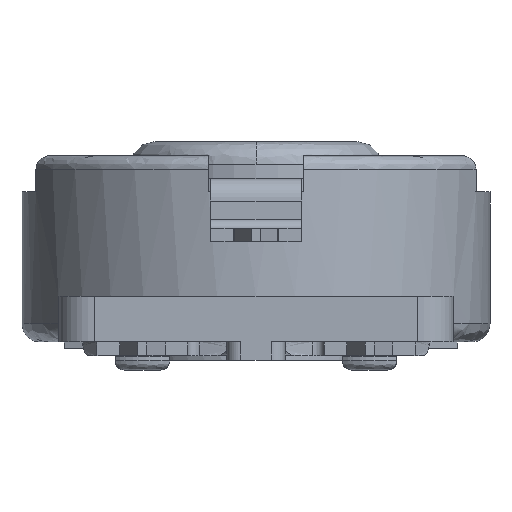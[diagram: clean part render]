
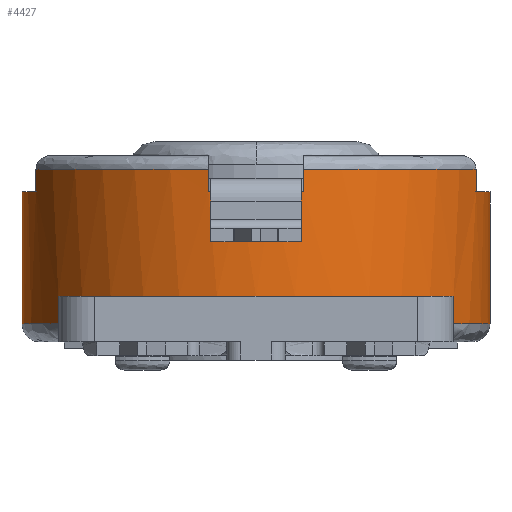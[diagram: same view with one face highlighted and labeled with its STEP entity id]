
A CAD part, front view. The second image highlights one B-rep face of the part: STEP entity #4427.
In plain terms, the highlighted cylindrical face has radius 5.15 mm (diameter 10.3 mm), a partial arc.
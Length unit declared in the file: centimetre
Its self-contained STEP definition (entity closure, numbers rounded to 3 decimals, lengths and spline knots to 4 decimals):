
#94 = CARTESIAN_POINT ( 'NONE',  ( 0., 0., 0.33 ) ) ;
#98 = CIRCLE ( 'NONE', #11396, 0.515 ) ;
#162 = ORIENTED_EDGE ( 'NONE', *, *, #512, .T. ) ;
#243 = CARTESIAN_POINT ( 'NONE',  ( 0.435, -0.2757, 0.1 ) ) ;
#456 = LINE ( 'NONE', #6818, #10370 ) ;
#484 = AXIS2_PLACEMENT_3D ( 'NONE', #10153, #9189, #13463 ) ;
#512 = EDGE_CURVE ( 'NONE', #9678, #697, #8006, .T. ) ;
#581 = EDGE_CURVE ( 'NONE', #1728, #11589, #1840, .T. ) ;
#599 = VERTEX_POINT ( 'NONE', #6374 ) ;
#626 = ORIENTED_EDGE ( 'NONE', *, *, #5873, .T. ) ;
#648 = EDGE_CURVE ( 'NONE', #9215, #599, #3578, .T. ) ;
#668 = AXIS2_PLACEMENT_3D ( 'NONE', #94, #5215, #9660 ) ;
#697 = VERTEX_POINT ( 'NONE', #9446 ) ;
#818 = ORIENTED_EDGE ( 'NONE', *, *, #10842, .T. ) ;
#841 = VERTEX_POINT ( 'NONE', #1816 ) ;
#1118 = CIRCLE ( 'NONE', #12186, 0.515 ) ;
#1137 = EDGE_CURVE ( 'NONE', #7708, #9215, #456, .T. ) ;
#1200 = AXIS2_PLACEMENT_3D ( 'NONE', #1300, #7815, #12047 ) ;
#1300 = CARTESIAN_POINT ( 'NONE',  ( 0., 0., 0.33 ) ) ;
#1513 = CARTESIAN_POINT ( 'NONE',  ( 0., 0., 0.1 ) ) ;
#1728 = VERTEX_POINT ( 'NONE', #12427 ) ;
#1734 = DIRECTION ( 'NONE',  ( 0., 0., -1. ) ) ;
#1755 = LINE ( 'NONE', #12296, #5173 ) ;
#1759 = ORIENTED_EDGE ( 'NONE', *, *, #11146, .T. ) ;
#1816 = CARTESIAN_POINT ( 'NONE',  ( -0.4844, -0.175, 0.38 ) ) ;
#1840 = LINE ( 'NONE', #5008, #9544 ) ;
#1848 = DIRECTION ( 'NONE',  ( 0., 0., -1. ) ) ;
#1936 = FACE_OUTER_BOUND ( 'NONE', #3408, .T. ) ;
#2176 = ORIENTED_EDGE ( 'NONE', *, *, #581, .F. ) ;
#2178 = DIRECTION ( 'NONE',  ( 0., 0., -1. ) ) ;
#2232 = ORIENTED_EDGE ( 'NONE', *, *, #11926, .T. ) ;
#2277 = DIRECTION ( 'NONE',  ( 0., 0., 1. ) ) ;
#2297 = AXIS2_PLACEMENT_3D ( 'NONE', #13230, #1734, #10322 ) ;
#2315 = ORIENTED_EDGE ( 'NONE', *, *, #1137, .T. ) ;
#2474 = CIRCLE ( 'NONE', #6651, 0.515 ) ;
#2514 = EDGE_CURVE ( 'NONE', #1728, #2701, #13271, .T. ) ;
#2526 = EDGE_CURVE ( 'NONE', #4945, #4804, #12642, .T. ) ;
#2697 = CARTESIAN_POINT ( 'NONE',  ( -0.515, 0., 0.33 ) ) ;
#2701 = VERTEX_POINT ( 'NONE', #8202 ) ;
#2797 = CYLINDRICAL_SURFACE ( 'NONE', #2297, 0.515 ) ;
#3002 = ORIENTED_EDGE ( 'NONE', *, *, #2514, .T. ) ;
#3088 = CARTESIAN_POINT ( 'NONE',  ( -0.4844, -0.175, 0.33 ) ) ;
#3193 = ORIENTED_EDGE ( 'NONE', *, *, #13381, .T. ) ;
#3379 = VERTEX_POINT ( 'NONE', #12733 ) ;
#3408 = EDGE_LOOP ( 'NONE', ( #2176, #3002, #7464, #3193, #818, #12190, #6074, #1759, #2232, #162, #5381, #7561, #2315, #7534, #4362, #10090, #626 ) ) ;
#3578 = CIRCLE ( 'NONE', #9990, 0.515 ) ;
#3985 = DIRECTION ( 'NONE',  ( 0., 0., -1. ) ) ;
#3995 = LINE ( 'NONE', #5212, #6406 ) ;
#4161 = CARTESIAN_POINT ( 'NONE',  ( -0.105, -0.5042, 0.33 ) ) ;
#4362 = ORIENTED_EDGE ( 'NONE', *, *, #11337, .T. ) ;
#4410 = DIRECTION ( 'NONE',  ( 0., 0., 1. ) ) ;
#4427 = ADVANCED_FACE ( 'NONE', ( #1936 ), #2797, .T. ) ;
#4569 = EDGE_CURVE ( 'NONE', #11909, #5408, #5610, .T. ) ;
#4746 = CIRCLE ( 'NONE', #6733, 0.515 ) ;
#4764 = CARTESIAN_POINT ( 'NONE',  ( -0.435, -0.2757, 0.1 ) ) ;
#4804 = VERTEX_POINT ( 'NONE', #7182 ) ;
#4919 = DIRECTION ( 'NONE',  ( 0., 0., 1. ) ) ;
#4945 = VERTEX_POINT ( 'NONE', #243 ) ;
#5008 = CARTESIAN_POINT ( 'NONE',  ( 0.515, 0., 0.33 ) ) ;
#5159 = CIRCLE ( 'NONE', #8484, 0.515 ) ;
#5173 = VECTOR ( 'NONE', #11172, 100. ) ;
#5212 = CARTESIAN_POINT ( 'NONE',  ( -0.4844, -0.175, 0.33 ) ) ;
#5215 = DIRECTION ( 'NONE',  ( 0., 0., -1. ) ) ;
#5281 = VECTOR ( 'NONE', #2178, 100. ) ;
#5381 = ORIENTED_EDGE ( 'NONE', *, *, #7350, .T. ) ;
#5408 = VERTEX_POINT ( 'NONE', #4161 ) ;
#5457 = VERTEX_POINT ( 'NONE', #11921 ) ;
#5610 = CIRCLE ( 'NONE', #1200, 0.515 ) ;
#5873 = EDGE_CURVE ( 'NONE', #4804, #11589, #1118, .T. ) ;
#6074 = ORIENTED_EDGE ( 'NONE', *, *, #8066, .T. ) ;
#6374 = CARTESIAN_POINT ( 'NONE',  ( 0., -0.515, 0.1 ) ) ;
#6406 = VECTOR ( 'NONE', #1848, 100. ) ;
#6488 = DIRECTION ( 'NONE',  ( -1., 0., 0. ) ) ;
#6651 = AXIS2_PLACEMENT_3D ( 'NONE', #10806, #7423, #9710 ) ;
#6733 = AXIS2_PLACEMENT_3D ( 'NONE', #13499, #12199, #13379 ) ;
#6818 = CARTESIAN_POINT ( 'NONE',  ( -0.435, -0.2757, 0.33 ) ) ;
#6827 = LINE ( 'NONE', #2697, #8452 ) ;
#7050 = VERTEX_POINT ( 'NONE', #8109 ) ;
#7065 = CARTESIAN_POINT ( 'NONE',  ( -0.105, -0.5042, 0.38 ) ) ;
#7182 = CARTESIAN_POINT ( 'NONE',  ( 0.435, -0.2757, 0.04 ) ) ;
#7216 = CARTESIAN_POINT ( 'NONE',  ( -0.435, -0.2757, 0.04 ) ) ;
#7350 = EDGE_CURVE ( 'NONE', #697, #5457, #6827, .T. ) ;
#7372 = CARTESIAN_POINT ( 'NONE',  ( 0.435, -0.2757, 0.33 ) ) ;
#7423 = DIRECTION ( 'NONE',  ( 0., 0., -1. ) ) ;
#7464 = ORIENTED_EDGE ( 'NONE', *, *, #8122, .T. ) ;
#7534 = ORIENTED_EDGE ( 'NONE', *, *, #648, .T. ) ;
#7561 = ORIENTED_EDGE ( 'NONE', *, *, #9543, .T. ) ;
#7708 = VERTEX_POINT ( 'NONE', #7216 ) ;
#7815 = DIRECTION ( 'NONE',  ( 0., 0., -1. ) ) ;
#7951 = CARTESIAN_POINT ( 'NONE',  ( 0., 0., 0.04 ) ) ;
#8006 = CIRCLE ( 'NONE', #484, 0.515 ) ;
#8066 = EDGE_CURVE ( 'NONE', #5408, #10318, #11366, .T. ) ;
#8109 = CARTESIAN_POINT ( 'NONE',  ( 0.105, -0.5042, 0.38 ) ) ;
#8122 = EDGE_CURVE ( 'NONE', #2701, #3379, #13692, .T. ) ;
#8202 = CARTESIAN_POINT ( 'NONE',  ( 0.4844, -0.175, 0.33 ) ) ;
#8218 = CARTESIAN_POINT ( 'NONE',  ( 0.105, -0.5042, 0.33 ) ) ;
#8343 = CARTESIAN_POINT ( 'NONE',  ( 0., 0., 0.1 ) ) ;
#8452 = VECTOR ( 'NONE', #11046, 100. ) ;
#8484 = AXIS2_PLACEMENT_3D ( 'NONE', #7951, #12174, #11895 ) ;
#8502 = CARTESIAN_POINT ( 'NONE',  ( 0.515, 0., 0.04 ) ) ;
#8577 = DIRECTION ( 'NONE',  ( 0., 0., 1. ) ) ;
#9189 = DIRECTION ( 'NONE',  ( 0., 0., -1. ) ) ;
#9215 = VERTEX_POINT ( 'NONE', #4764 ) ;
#9446 = CARTESIAN_POINT ( 'NONE',  ( -0.515, 0., 0.33 ) ) ;
#9505 = DIRECTION ( 'NONE',  ( -1., 0., 0. ) ) ;
#9543 = EDGE_CURVE ( 'NONE', #5457, #7708, #5159, .T. ) ;
#9544 = VECTOR ( 'NONE', #3985, 100. ) ;
#9660 = DIRECTION ( 'NONE',  ( -1., 0., 0. ) ) ;
#9678 = VERTEX_POINT ( 'NONE', #3088 ) ;
#9710 = DIRECTION ( 'NONE',  ( -1., 0., 0. ) ) ;
#9990 = AXIS2_PLACEMENT_3D ( 'NONE', #8343, #10353, #9505 ) ;
#10090 = ORIENTED_EDGE ( 'NONE', *, *, #2526, .T. ) ;
#10153 = CARTESIAN_POINT ( 'NONE',  ( 0., 0., 0.33 ) ) ;
#10244 = VECTOR ( 'NONE', #2277, 100. ) ;
#10318 = VERTEX_POINT ( 'NONE', #7065 ) ;
#10322 = DIRECTION ( 'NONE',  ( -1., 0., 0. ) ) ;
#10353 = DIRECTION ( 'NONE',  ( 0., 0., 1. ) ) ;
#10370 = VECTOR ( 'NONE', #11038, 100. ) ;
#10385 = CARTESIAN_POINT ( 'NONE',  ( 0., 0., 0.04 ) ) ;
#10518 = CARTESIAN_POINT ( 'NONE',  ( 0.4844, -0.175, 0.33 ) ) ;
#10806 = CARTESIAN_POINT ( 'NONE',  ( 0., 0., 0.38 ) ) ;
#10842 = EDGE_CURVE ( 'NONE', #7050, #11909, #1755, .T. ) ;
#11038 = DIRECTION ( 'NONE',  ( 0., 0., 1. ) ) ;
#11046 = DIRECTION ( 'NONE',  ( 0., 0., -1. ) ) ;
#11146 = EDGE_CURVE ( 'NONE', #10318, #841, #4746, .T. ) ;
#11172 = DIRECTION ( 'NONE',  ( 0., 0., -1. ) ) ;
#11337 = EDGE_CURVE ( 'NONE', #599, #4945, #98, .T. ) ;
#11366 = LINE ( 'NONE', #13501, #12008 ) ;
#11396 = AXIS2_PLACEMENT_3D ( 'NONE', #1513, #4410, #13077 ) ;
#11589 = VERTEX_POINT ( 'NONE', #8502 ) ;
#11895 = DIRECTION ( 'NONE',  ( -1., 0., 0. ) ) ;
#11909 = VERTEX_POINT ( 'NONE', #8218 ) ;
#11921 = CARTESIAN_POINT ( 'NONE',  ( -0.515, 0., 0.04 ) ) ;
#11926 = EDGE_CURVE ( 'NONE', #841, #9678, #3995, .T. ) ;
#12008 = VECTOR ( 'NONE', #4919, 100. ) ;
#12047 = DIRECTION ( 'NONE',  ( -1., 0., 0. ) ) ;
#12174 = DIRECTION ( 'NONE',  ( 0., 0., 1. ) ) ;
#12186 = AXIS2_PLACEMENT_3D ( 'NONE', #10385, #8577, #6488 ) ;
#12190 = ORIENTED_EDGE ( 'NONE', *, *, #4569, .T. ) ;
#12199 = DIRECTION ( 'NONE',  ( 0., 0., -1. ) ) ;
#12296 = CARTESIAN_POINT ( 'NONE',  ( 0.105, -0.5042, 0.33 ) ) ;
#12427 = CARTESIAN_POINT ( 'NONE',  ( 0.515, 0., 0.33 ) ) ;
#12642 = LINE ( 'NONE', #7372, #5281 ) ;
#12733 = CARTESIAN_POINT ( 'NONE',  ( 0.4844, -0.175, 0.38 ) ) ;
#13077 = DIRECTION ( 'NONE',  ( -1., 0., 0. ) ) ;
#13230 = CARTESIAN_POINT ( 'NONE',  ( 0., 0., 0.33 ) ) ;
#13271 = CIRCLE ( 'NONE', #668, 0.515 ) ;
#13379 = DIRECTION ( 'NONE',  ( -1., 0., 0. ) ) ;
#13381 = EDGE_CURVE ( 'NONE', #3379, #7050, #2474, .T. ) ;
#13463 = DIRECTION ( 'NONE',  ( -1., 0., 0. ) ) ;
#13499 = CARTESIAN_POINT ( 'NONE',  ( 0., 0., 0.38 ) ) ;
#13501 = CARTESIAN_POINT ( 'NONE',  ( -0.105, -0.5042, 0.33 ) ) ;
#13692 = LINE ( 'NONE', #10518, #10244 ) ;
